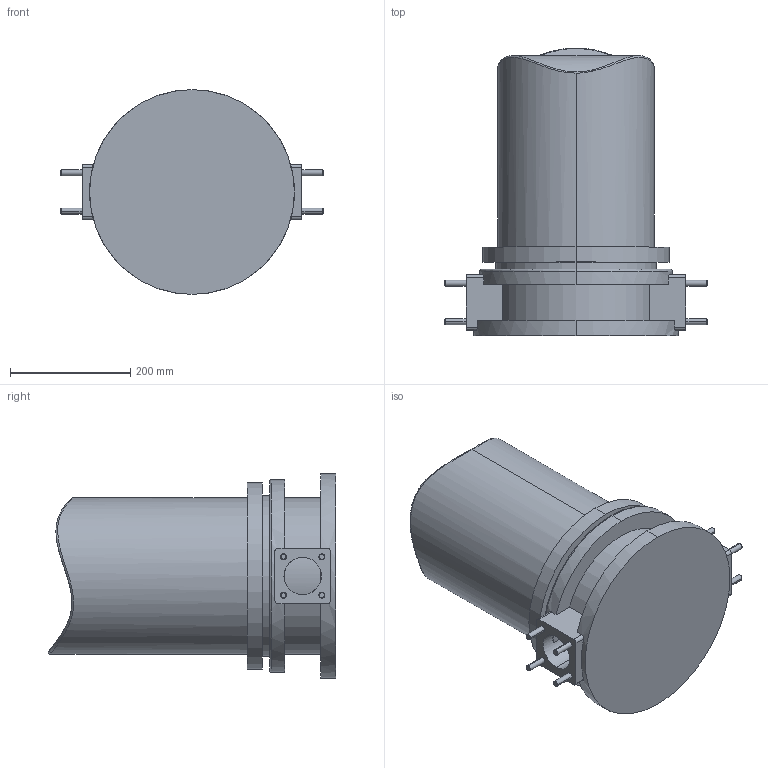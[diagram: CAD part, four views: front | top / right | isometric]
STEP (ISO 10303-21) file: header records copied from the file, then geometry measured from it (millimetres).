
FILE_DESCRIPTION (( 'STEP AP203' ), '1' );
FILE_NAME ('HEAT EXCHANGER_REV_.step', '2026-03-04T02:59:50', ( '' ), ( '' ), 'SwSTEP 2.0', 'SolidWorks 2025', '' );
FILE_SCHEMA (( 'CONFIG_CONTROL_DESIGN' ));
Length unit declared in the file: millimetre
Products named in the file (1): HEAT EXCHANGER_REV_
Bounding box: 435 x 477.47 x 340 mm (x, y, z)
Volume: 26624513.5 mm3; surface area: 705558.2 mm2
Topology: 9 solids, 9 shells, 106 faces, 231 edges, 148 vertices
Faces by surface type: cylinder 47, plane 38, cone 16, bspline 3, torus 2
Entity records: 4338 total; most frequent: CARTESIAN_POINT 1909, DIRECTION 519, ORIENTED_EDGE 462, EDGE_CURVE 231, AXIS2_PLACEMENT_3D 210, VERTEX_POINT 148, EDGE_LOOP 111, ADVANCED_FACE 106
